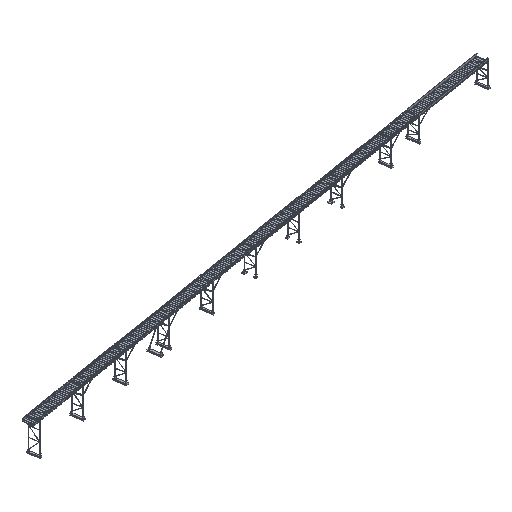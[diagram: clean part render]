
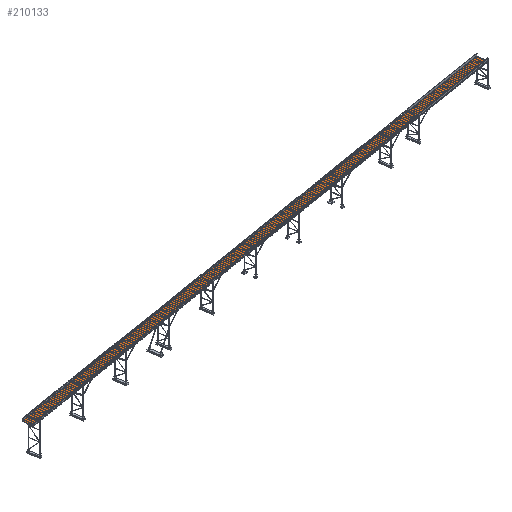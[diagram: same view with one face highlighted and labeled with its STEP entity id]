
A CAD part, isometric view. The second image highlights one B-rep face of the part: STEP entity #210133.
In plain terms, the highlighted free-form (B-spline) face has degree [1, 1] with [2, 2] control points.
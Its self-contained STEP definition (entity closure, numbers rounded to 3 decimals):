
#209996 = CARTESIAN_POINT ('', (1169097.143, 144033.43, 29381.185));
#209997 = VERTEX_POINT ('', #209996);
#210005 = CARTESIAN_POINT ('', (908465.586, 102832.823, 27902.289));
#210006 = VERTEX_POINT ('', #210005);
#210007 = CARTESIAN_POINT ('', (1169097.143, 144033.43, 29381.185));
#210008 = CARTESIAN_POINT ('', (1038781.364, 123433.127, 28641.737));
#210009 = CARTESIAN_POINT ('', (908465.586, 102832.823, 27902.289));
#210010 = B_SPLINE_CURVE_WITH_KNOTS ('', 2, (#210007, #210008, #210009), .UNSPECIFIED., .F., .U., (3, 3), (0.508, 1.), .UNSPECIFIED.);
#210011 = EDGE_CURVE ('', #209997, #210006, #210010, .T.);
#210036 = CARTESIAN_POINT ('', (1168385.138, 148537.5, 29381.185));
#210037 = VERTEX_POINT ('', #210036);
#210045 = CARTESIAN_POINT ('', (1168385.138, 148537.5, 29381.185));
#210046 = CARTESIAN_POINT ('', (1168741.141, 146285.465, 29381.185));
#210047 = CARTESIAN_POINT ('', (1169097.143, 144033.43, 29381.185));
#210048 = B_SPLINE_CURVE_WITH_KNOTS ('', 2, (#210045, #210046, #210047), .UNSPECIFIED., .F., .U., (3, 3), (0.499, 0.508), .UNSPECIFIED.);
#210049 = EDGE_CURVE ('', #210037, #209997, #210048, .T.);
#210066 = CARTESIAN_POINT ('', (908466.529, 107449.597, 27906.335));
#210067 = VERTEX_POINT ('', #210066);
#210075 = CARTESIAN_POINT ('', (908466.529, 107449.597, 27906.335));
#210076 = CARTESIAN_POINT ('', (1038425.834, 127993.549, 28643.76));
#210077 = CARTESIAN_POINT ('', (1168385.138, 148537.5, 29381.185));
#210078 = B_SPLINE_CURVE_WITH_KNOTS ('', 2, (#210075, #210076, #210077), .UNSPECIFIED., .F., .U., (3, 3), (0.009, 0.499), .UNSPECIFIED.);
#210079 = EDGE_CURVE ('', #210067, #210037, #210078, .T.);
#210099 = CARTESIAN_POINT ('', (908465.586, 102832.823, 27902.289));
#210100 = CARTESIAN_POINT ('', (908466.057, 105141.21, 27904.312));
#210101 = CARTESIAN_POINT ('', (908466.529, 107449.597, 27906.335));
#210102 = B_SPLINE_CURVE_WITH_KNOTS ('', 2, (#210099, #210100, #210101), .UNSPECIFIED., .F., .U., (3, 3), (0., 0.009), .UNSPECIFIED.);
#210103 = EDGE_CURVE ('', #210006, #210067, #210102, .T.);
#210122 = ORIENTED_EDGE ('', *, *, #210103, .F.);
#210123 = ORIENTED_EDGE ('', *, *, #210011, .F.);
#210124 = ORIENTED_EDGE ('', *, *, #210049, .F.);
#210125 = ORIENTED_EDGE ('', *, *, #210079, .F.);
#210126 = EDGE_LOOP ('', (#210122, #210123, #210124, #210125));
#210127 = FACE_OUTER_BOUND ('', #210126, .T.);
#210128 = CARTESIAN_POINT ('', (1204458.245, 4977.934, 29455.251));
#210129 = CARTESIAN_POINT ('', (917720.742, -40349.617, 27828.223));
#210130 = CARTESIAN_POINT ('', (1159129.982, 291719.94, 29455.251));
#210131 = CARTESIAN_POINT ('', (872392.479, 246392.389, 27828.223));
#210132 = B_SPLINE_SURFACE_WITH_KNOTS ('', 1, 1, ((#210128, #210129), (#210130, #210131)), .UNSPECIFIED., .F., .F., .U., (2, 2), (2, 2), (0., 1.), (0., 1.), .UNSPECIFIED.);
#210133 = ADVANCED_FACE ('', (#210127), #210132, .T.);
